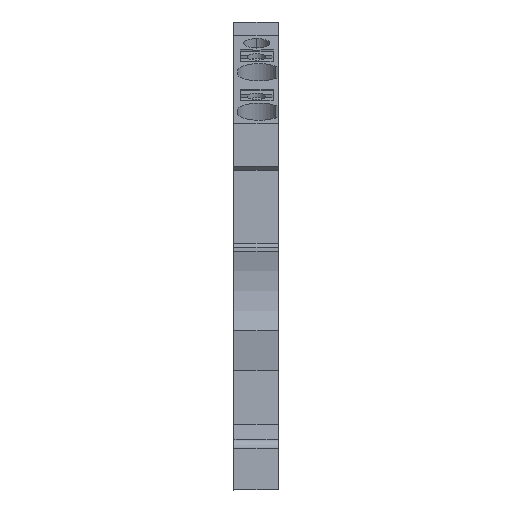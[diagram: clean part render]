
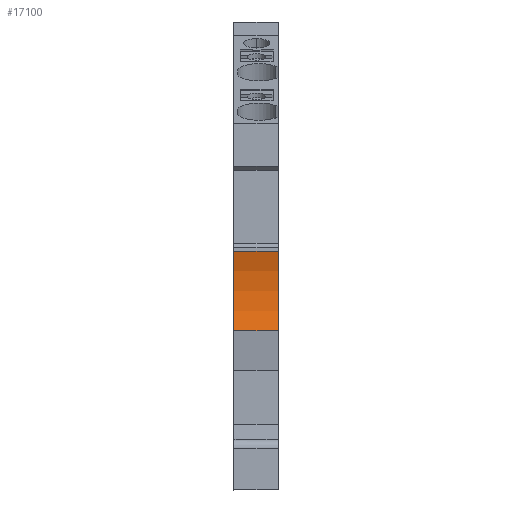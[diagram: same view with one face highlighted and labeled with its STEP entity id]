
A CAD part, front view. The second image highlights one B-rep face of the part: STEP entity #17100.
In plain terms, the highlighted cylindrical face has radius 10 mm (diameter 20 mm), a partial arc.
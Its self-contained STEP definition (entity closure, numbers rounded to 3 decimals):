
#6560=CARTESIAN_POINT('',(-54.253,-1.936,
3.5));
#6570=VERTEX_POINT('',#6560);
#6600=CARTESIAN_POINT('',(-62.891,3.102,
3.5));
#6610=DIRECTION('',(0.,0.,-1.));
#6620=DIRECTION('',(0.974,-0.225,
0.));
#6630=AXIS2_PLACEMENT_3D('',#6600,#6610,#6620);
#6640=CIRCLE('',#6630,10.);
#6650=CARTESIAN_POINT('',(-52.95,4.194,
3.5));
#6660=VERTEX_POINT('',#6650);
#6670=EDGE_CURVE('',#6660,#6570,#6640,.T.);
#16790=CARTESIAN_POINT('',(-62.891,3.102,
3.854));
#16800=DIRECTION('',(0.,0.,-1.));
#16810=DIRECTION('',(0.974,-0.225,
0.));
#16820=AXIS2_PLACEMENT_3D('',#16790,#16800,#16810);
#16830=CYLINDRICAL_SURFACE('',#16820,10.);
#16840=CARTESIAN_POINT('',(-54.253,-1.936,
3.854));
#16850=DIRECTION('',(0.,0.,1.));
#16860=VECTOR('',#16850,1.);
#16870=LINE('',#16840,#16860);
#16880=CARTESIAN_POINT('',(-54.253,-1.936,
0.));
#16890=VERTEX_POINT('',#16880);
#16900=EDGE_CURVE('',#16890,#6570,#16870,.T.);
#16910=ORIENTED_EDGE('',*,*,#16900,.T.);
#16920=CARTESIAN_POINT('',(-62.891,3.102,
0.));
#16930=DIRECTION('',(0.,0.,-1.));
#16940=DIRECTION('',(0.974,-0.225,
0.));
#16950=AXIS2_PLACEMENT_3D('',#16920,#16930,#16940);
#16960=CIRCLE('',#16950,10.);
#16970=CARTESIAN_POINT('',(-52.95,4.194,
0.));
#16980=VERTEX_POINT('',#16970);
#16990=EDGE_CURVE('',#16980,#16890,#16960,.T.);
#17000=ORIENTED_EDGE('',*,*,#16990,.T.);
#17010=CARTESIAN_POINT('',(-52.95,4.194,
3.854));
#17020=DIRECTION('',(0.,0.,-1.));
#17030=VECTOR('',#17020,1.);
#17040=LINE('',#17010,#17030);
#17050=EDGE_CURVE('',#6660,#16980,#17040,.T.);
#17060=ORIENTED_EDGE('',*,*,#17050,.T.);
#17070=ORIENTED_EDGE('',*,*,#6670,.F.);
#17080=EDGE_LOOP('',(#17070,#17060,#17000,#16910));
#17090=FACE_OUTER_BOUND('',#17080,.T.);
#17100=ADVANCED_FACE('',(#17090),#16830,.F.);
